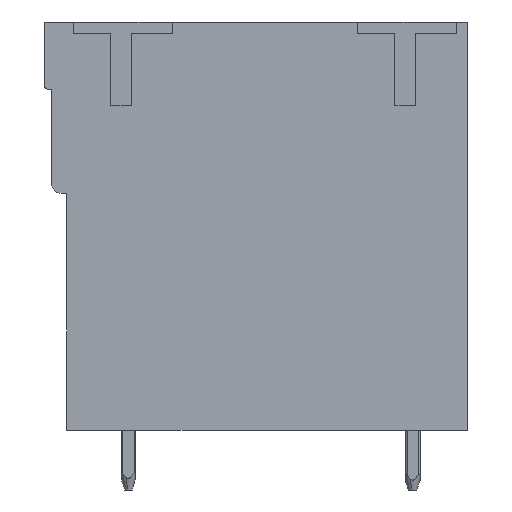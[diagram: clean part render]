
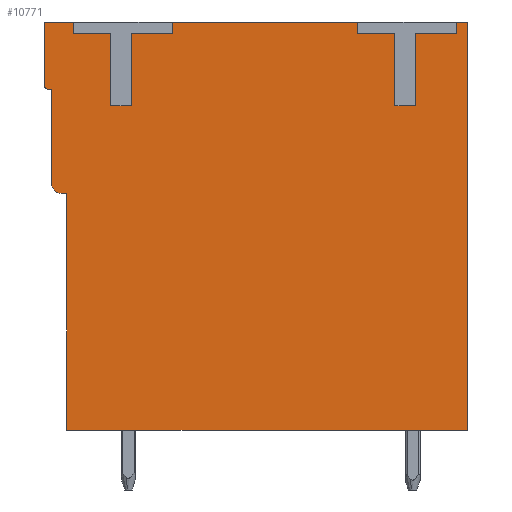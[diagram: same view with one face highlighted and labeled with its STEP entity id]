
A CAD part, left-side view. The second image highlights one B-rep face of the part: STEP entity #10771.
In plain terms, the highlighted planar face has unit normal (-1, 0, 0).
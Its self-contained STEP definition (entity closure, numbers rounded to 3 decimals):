
#9891=AXIS2_PLACEMENT_3D('Circle Axis2P3D',#9889,#9890,$) ;
#9963=AXIS2_PLACEMENT_3D('Circle Axis2P3D',#9961,#9962,$) ;
#10729=AXIS2_PLACEMENT_3D('Plane Axis2P3D',#10726,#10727,#10728) ;
#458=CARTESIAN_POINT('Vertex',(0.3,21.5,3.2)) ;
#461=CARTESIAN_POINT('Line Origine',(0.3,21.5,9.55)) ;
#465=CARTESIAN_POINT('Vertex',(0.3,21.5,15.9)) ;
#8895=CARTESIAN_POINT('Vertex',(0.3,5.9,25.1)) ;
#8898=CARTESIAN_POINT('Line Origine',(0.3,5.9,24.8)) ;
#8902=CARTESIAN_POINT('Vertex',(0.3,5.9,24.5)) ;
#8917=CARTESIAN_POINT('Line Origine',(0.3,4.9,24.5)) ;
#8921=CARTESIAN_POINT('Vertex',(0.3,3.9,24.5)) ;
#8936=CARTESIAN_POINT('Line Origine',(0.3,3.9,22.55)) ;
#8940=CARTESIAN_POINT('Vertex',(0.3,3.9,20.6)) ;
#8955=CARTESIAN_POINT('Line Origine',(0.3,3.35,20.6)) ;
#8959=CARTESIAN_POINT('Vertex',(0.3,2.8,20.6)) ;
#8974=CARTESIAN_POINT('Line Origine',(0.3,2.8,22.55)) ;
#8978=CARTESIAN_POINT('Vertex',(0.3,2.8,24.5)) ;
#8993=CARTESIAN_POINT('Line Origine',(0.3,1.7,24.5)) ;
#8997=CARTESIAN_POINT('Vertex',(0.3,0.6,24.5)) ;
#9012=CARTESIAN_POINT('Line Origine',(0.3,0.6,24.8)) ;
#9016=CARTESIAN_POINT('Vertex',(0.3,0.6,25.1)) ;
#9035=CARTESIAN_POINT('Vertex',(0.3,21.14,25.1)) ;
#9038=CARTESIAN_POINT('Line Origine',(0.3,21.14,24.8)) ;
#9042=CARTESIAN_POINT('Vertex',(0.3,21.14,24.5)) ;
#9057=CARTESIAN_POINT('Line Origine',(0.3,20.14,24.5)) ;
#9061=CARTESIAN_POINT('Vertex',(0.3,19.14,24.5)) ;
#9076=CARTESIAN_POINT('Line Origine',(0.3,19.14,22.55)) ;
#9080=CARTESIAN_POINT('Vertex',(0.3,19.14,20.6)) ;
#9095=CARTESIAN_POINT('Line Origine',(0.3,18.59,20.6)) ;
#9099=CARTESIAN_POINT('Vertex',(0.3,18.04,20.6)) ;
#9114=CARTESIAN_POINT('Line Origine',(0.3,18.04,22.55)) ;
#9118=CARTESIAN_POINT('Vertex',(0.3,18.04,24.5)) ;
#9133=CARTESIAN_POINT('Line Origine',(0.3,16.94,24.5)) ;
#9137=CARTESIAN_POINT('Vertex',(0.3,15.84,24.5)) ;
#9152=CARTESIAN_POINT('Line Origine',(0.3,15.84,24.8)) ;
#9156=CARTESIAN_POINT('Vertex',(0.3,15.84,25.1)) ;
#9865=CARTESIAN_POINT('Line Origine',(0.3,21.65,15.9)) ;
#9869=CARTESIAN_POINT('Vertex',(0.3,21.8,15.9)) ;
#9889=CARTESIAN_POINT('Axis2P3D Location',(0.3,21.8,16.4)) ;
#9893=CARTESIAN_POINT('Vertex',(0.3,22.3,16.4)) ;
#9913=CARTESIAN_POINT('Line Origine',(0.3,22.3,18.95)) ;
#9917=CARTESIAN_POINT('Vertex',(0.3,22.3,21.5)) ;
#9937=CARTESIAN_POINT('Line Origine',(0.3,22.4,21.5)) ;
#9941=CARTESIAN_POINT('Vertex',(0.3,22.5,21.5)) ;
#9961=CARTESIAN_POINT('Axis2P3D Location',(0.3,22.5,21.7)) ;
#9965=CARTESIAN_POINT('Vertex',(0.3,22.7,21.7)) ;
#9985=CARTESIAN_POINT('Line Origine',(0.3,22.7,23.4)) ;
#9989=CARTESIAN_POINT('Vertex',(0.3,22.7,25.1)) ;
#10009=CARTESIAN_POINT('Line Origine',(0.3,10.87,25.1)) ;
#10014=CARTESIAN_POINT('Line Origine',(0.3,0.3,25.1)) ;
#10018=CARTESIAN_POINT('Vertex',(0.3,0.,25.1)) ;
#10026=CARTESIAN_POINT('Line Origine',(0.3,21.92,25.1)) ;
#10726=CARTESIAN_POINT('Axis2P3D Location',(0.3,0.,0.)) ;
#10731=CARTESIAN_POINT('Line Origine',(0.3,10.75,3.2)) ;
#10735=CARTESIAN_POINT('Vertex',(0.3,0.,3.2)) ;
#10738=CARTESIAN_POINT('Line Origine',(0.3,0.,14.15)) ;
#462=DIRECTION('Vector Direction',(0.,0.,1.)) ;
#8899=DIRECTION('Vector Direction',(0.,0.,1.)) ;
#8918=DIRECTION('Vector Direction',(0.,1.,0.)) ;
#8937=DIRECTION('Vector Direction',(0.,0.,1.)) ;
#8956=DIRECTION('Vector Direction',(0.,1.,0.)) ;
#8975=DIRECTION('Vector Direction',(0.,0.,-1.)) ;
#8994=DIRECTION('Vector Direction',(0.,1.,0.)) ;
#9013=DIRECTION('Vector Direction',(0.,0.,-1.)) ;
#9039=DIRECTION('Vector Direction',(0.,0.,1.)) ;
#9058=DIRECTION('Vector Direction',(0.,1.,0.)) ;
#9077=DIRECTION('Vector Direction',(0.,0.,1.)) ;
#9096=DIRECTION('Vector Direction',(0.,1.,0.)) ;
#9115=DIRECTION('Vector Direction',(0.,0.,-1.)) ;
#9134=DIRECTION('Vector Direction',(0.,1.,0.)) ;
#9153=DIRECTION('Vector Direction',(0.,0.,-1.)) ;
#9866=DIRECTION('Vector Direction',(0.,1.,0.)) ;
#9890=DIRECTION('Axis2P3D Direction',(-1.,0.,0.)) ;
#9914=DIRECTION('Vector Direction',(0.,0.,1.)) ;
#9938=DIRECTION('Vector Direction',(0.,1.,0.)) ;
#9962=DIRECTION('Axis2P3D Direction',(-1.,0.,0.)) ;
#9986=DIRECTION('Vector Direction',(0.,0.,1.)) ;
#10010=DIRECTION('Vector Direction',(0.,-1.,0.)) ;
#10015=DIRECTION('Vector Direction',(0.,-1.,0.)) ;
#10027=DIRECTION('Vector Direction',(0.,-1.,0.)) ;
#10727=DIRECTION('Axis2P3D Direction',(-1.,0.,0.)) ;
#10728=DIRECTION('Axis2P3D XDirection',(0.,0.,1.)) ;
#10732=DIRECTION('Vector Direction',(0.,1.,0.)) ;
#10739=DIRECTION('Vector Direction',(0.,0.,-1.)) ;
#463=VECTOR('Line Direction',#462,1.) ;
#8900=VECTOR('Line Direction',#8899,1.) ;
#8919=VECTOR('Line Direction',#8918,1.) ;
#8938=VECTOR('Line Direction',#8937,1.) ;
#8957=VECTOR('Line Direction',#8956,1.) ;
#8976=VECTOR('Line Direction',#8975,1.) ;
#8995=VECTOR('Line Direction',#8994,1.) ;
#9014=VECTOR('Line Direction',#9013,1.) ;
#9040=VECTOR('Line Direction',#9039,1.) ;
#9059=VECTOR('Line Direction',#9058,1.) ;
#9078=VECTOR('Line Direction',#9077,1.) ;
#9097=VECTOR('Line Direction',#9096,1.) ;
#9116=VECTOR('Line Direction',#9115,1.) ;
#9135=VECTOR('Line Direction',#9134,1.) ;
#9154=VECTOR('Line Direction',#9153,1.) ;
#9867=VECTOR('Line Direction',#9866,1.) ;
#9915=VECTOR('Line Direction',#9914,1.) ;
#9939=VECTOR('Line Direction',#9938,1.) ;
#9987=VECTOR('Line Direction',#9986,1.) ;
#10011=VECTOR('Line Direction',#10010,1.) ;
#10016=VECTOR('Line Direction',#10015,1.) ;
#10028=VECTOR('Line Direction',#10027,1.) ;
#10733=VECTOR('Line Direction',#10732,1.) ;
#10740=VECTOR('Line Direction',#10739,1.) ;
#10744=ORIENTED_EDGE('',*,*,#10013,.T.) ;
#10745=ORIENTED_EDGE('',*,*,#9158,.F.) ;
#10746=ORIENTED_EDGE('',*,*,#9139,.F.) ;
#10747=ORIENTED_EDGE('',*,*,#9120,.F.) ;
#10748=ORIENTED_EDGE('',*,*,#9101,.F.) ;
#10749=ORIENTED_EDGE('',*,*,#9082,.F.) ;
#10750=ORIENTED_EDGE('',*,*,#9063,.F.) ;
#10751=ORIENTED_EDGE('',*,*,#9044,.F.) ;
#10752=ORIENTED_EDGE('',*,*,#10030,.T.) ;
#10753=ORIENTED_EDGE('',*,*,#9991,.T.) ;
#10754=ORIENTED_EDGE('',*,*,#9967,.T.) ;
#10755=ORIENTED_EDGE('',*,*,#9943,.T.) ;
#10756=ORIENTED_EDGE('',*,*,#9919,.T.) ;
#10757=ORIENTED_EDGE('',*,*,#9895,.T.) ;
#10758=ORIENTED_EDGE('',*,*,#9871,.T.) ;
#10759=ORIENTED_EDGE('',*,*,#467,.T.) ;
#10760=ORIENTED_EDGE('',*,*,#10737,.T.) ;
#10761=ORIENTED_EDGE('',*,*,#10742,.T.) ;
#10762=ORIENTED_EDGE('',*,*,#10020,.T.) ;
#10763=ORIENTED_EDGE('',*,*,#9018,.F.) ;
#10764=ORIENTED_EDGE('',*,*,#8999,.F.) ;
#10765=ORIENTED_EDGE('',*,*,#8980,.F.) ;
#10766=ORIENTED_EDGE('',*,*,#8961,.F.) ;
#10767=ORIENTED_EDGE('',*,*,#8942,.F.) ;
#10768=ORIENTED_EDGE('',*,*,#8923,.F.) ;
#10769=ORIENTED_EDGE('',*,*,#8904,.F.) ;
#10771=ADVANCED_FACE('HOUSING',(#10770),#10730,.T.) ;
#9892=CIRCLE('generated circle',#9891,0.5) ;
#9964=CIRCLE('generated circle',#9963,0.2) ;
#467=EDGE_CURVE('',#466,#459,#464,.F.) ;
#8904=EDGE_CURVE('',#8896,#8903,#8901,.F.) ;
#8923=EDGE_CURVE('',#8903,#8922,#8920,.F.) ;
#8942=EDGE_CURVE('',#8922,#8941,#8939,.F.) ;
#8961=EDGE_CURVE('',#8941,#8960,#8958,.F.) ;
#8980=EDGE_CURVE('',#8960,#8979,#8977,.F.) ;
#8999=EDGE_CURVE('',#8979,#8998,#8996,.F.) ;
#9018=EDGE_CURVE('',#8998,#9017,#9015,.F.) ;
#9044=EDGE_CURVE('',#9036,#9043,#9041,.F.) ;
#9063=EDGE_CURVE('',#9043,#9062,#9060,.F.) ;
#9082=EDGE_CURVE('',#9062,#9081,#9079,.F.) ;
#9101=EDGE_CURVE('',#9081,#9100,#9098,.F.) ;
#9120=EDGE_CURVE('',#9100,#9119,#9117,.F.) ;
#9139=EDGE_CURVE('',#9119,#9138,#9136,.F.) ;
#9158=EDGE_CURVE('',#9138,#9157,#9155,.F.) ;
#9871=EDGE_CURVE('',#9870,#466,#9868,.F.) ;
#9895=EDGE_CURVE('',#9894,#9870,#9892,.T.) ;
#9919=EDGE_CURVE('',#9918,#9894,#9916,.F.) ;
#9943=EDGE_CURVE('',#9942,#9918,#9940,.F.) ;
#9967=EDGE_CURVE('',#9966,#9942,#9964,.T.) ;
#9991=EDGE_CURVE('',#9990,#9966,#9988,.F.) ;
#10013=EDGE_CURVE('',#8896,#9157,#10012,.F.) ;
#10020=EDGE_CURVE('',#10019,#9017,#10017,.F.) ;
#10030=EDGE_CURVE('',#9036,#9990,#10029,.F.) ;
#10737=EDGE_CURVE('',#459,#10736,#10734,.F.) ;
#10742=EDGE_CURVE('',#10736,#10019,#10741,.F.) ;
#10743=EDGE_LOOP('',(#10744,#10745,#10746,#10747,#10748,#10749,#10750,#10751,#10752,#10753,#10754,#10755,#10756,#10757,#10758,#10759,#10760,#10761,#10762,#10763,#10764,#10765,#10766,#10767,#10768,#10769)) ;
#10770=FACE_OUTER_BOUND('',#10743,.T.) ;
#464=LINE('Line',#461,#463) ;
#8901=LINE('Line',#8898,#8900) ;
#8920=LINE('Line',#8917,#8919) ;
#8939=LINE('Line',#8936,#8938) ;
#8958=LINE('Line',#8955,#8957) ;
#8977=LINE('Line',#8974,#8976) ;
#8996=LINE('Line',#8993,#8995) ;
#9015=LINE('Line',#9012,#9014) ;
#9041=LINE('Line',#9038,#9040) ;
#9060=LINE('Line',#9057,#9059) ;
#9079=LINE('Line',#9076,#9078) ;
#9098=LINE('Line',#9095,#9097) ;
#9117=LINE('Line',#9114,#9116) ;
#9136=LINE('Line',#9133,#9135) ;
#9155=LINE('Line',#9152,#9154) ;
#9868=LINE('Line',#9865,#9867) ;
#9916=LINE('Line',#9913,#9915) ;
#9940=LINE('Line',#9937,#9939) ;
#9988=LINE('Line',#9985,#9987) ;
#10012=LINE('Line',#10009,#10011) ;
#10017=LINE('Line',#10014,#10016) ;
#10029=LINE('Line',#10026,#10028) ;
#10734=LINE('Line',#10731,#10733) ;
#10741=LINE('Line',#10738,#10740) ;
#10730=PLANE('',#10729) ;
#459=VERTEX_POINT('',#458) ;
#466=VERTEX_POINT('',#465) ;
#8896=VERTEX_POINT('',#8895) ;
#8903=VERTEX_POINT('',#8902) ;
#8922=VERTEX_POINT('',#8921) ;
#8941=VERTEX_POINT('',#8940) ;
#8960=VERTEX_POINT('',#8959) ;
#8979=VERTEX_POINT('',#8978) ;
#8998=VERTEX_POINT('',#8997) ;
#9017=VERTEX_POINT('',#9016) ;
#9036=VERTEX_POINT('',#9035) ;
#9043=VERTEX_POINT('',#9042) ;
#9062=VERTEX_POINT('',#9061) ;
#9081=VERTEX_POINT('',#9080) ;
#9100=VERTEX_POINT('',#9099) ;
#9119=VERTEX_POINT('',#9118) ;
#9138=VERTEX_POINT('',#9137) ;
#9157=VERTEX_POINT('',#9156) ;
#9870=VERTEX_POINT('',#9869) ;
#9894=VERTEX_POINT('',#9893) ;
#9918=VERTEX_POINT('',#9917) ;
#9942=VERTEX_POINT('',#9941) ;
#9966=VERTEX_POINT('',#9965) ;
#9990=VERTEX_POINT('',#9989) ;
#10019=VERTEX_POINT('',#10018) ;
#10736=VERTEX_POINT('',#10735) ;
